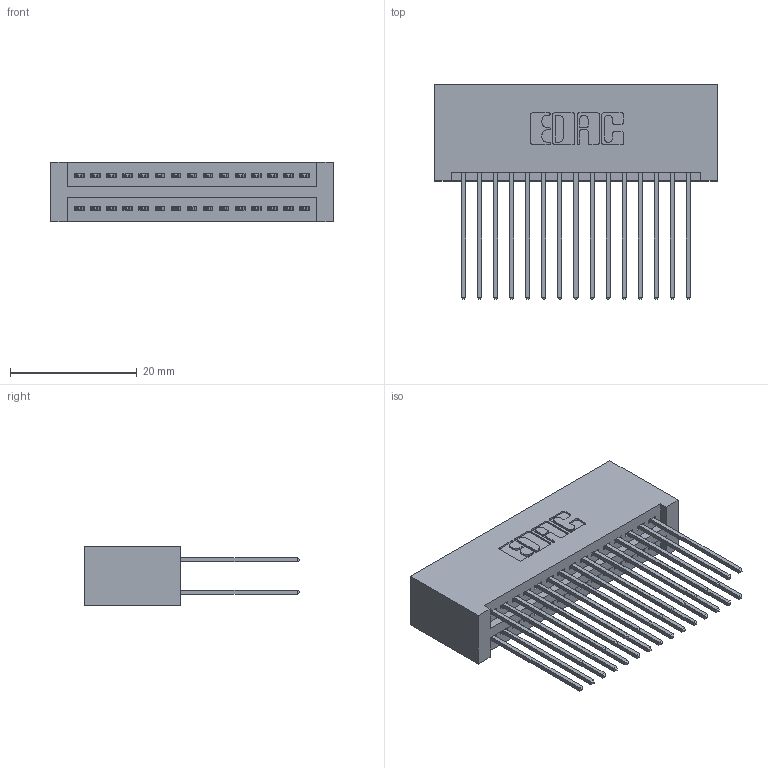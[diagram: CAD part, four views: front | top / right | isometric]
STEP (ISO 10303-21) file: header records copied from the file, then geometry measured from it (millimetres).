
FILE_DESCRIPTION (( 'STEP AP203' ), '1' );
FILE_NAME ('395-030-541-201.STEP', '2019-10-17T14:20:41', ( '' ), ( '' ), 'SwSTEP 2.0', 'SolidWorks 2016', '' );
FILE_SCHEMA (( 'CONFIG_CONTROL_DESIGN' ));
Length unit declared in the file: inch
Products named in the file (3): 345 Part_No Mounting Lugs; 345-292-001_345-293-141; 395-030-541-201
Assembly tree (31 placements, depth 2):
  395-030-541-201
    345 Part_No Mounting Lugs
    345-292-001_345-293-141  x30
Bounding box: 44.7 x 33.96 x 9.4 mm (x, y, z)
Volume: 4880 mm3; surface area: 7802.9 mm2
Topology: 31 solids, 31 shells, 1618 faces, 4787 edges, 3150 vertices
Faces by surface type: plane 1066, cylinder 552
Entity records: 15145 total; most frequent: CARTESIAN_POINT 2564, ORIENTED_EDGE 2498, DIRECTION 2289, EDGE_CURVE 1249, LINE 1065, VECTOR 1065, VERTEX_POINT 830, AXIS2_PLACEMENT_3D 612
